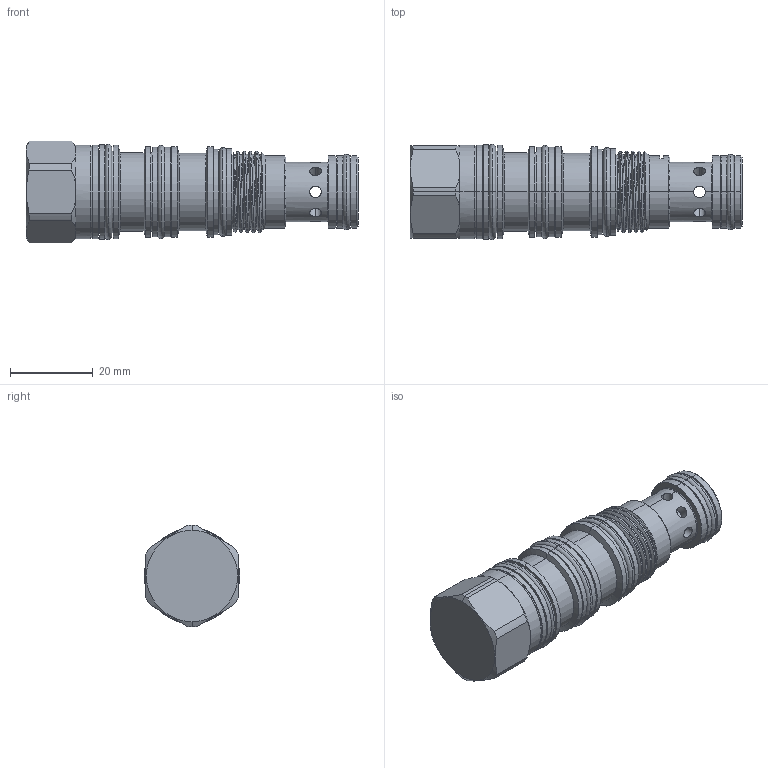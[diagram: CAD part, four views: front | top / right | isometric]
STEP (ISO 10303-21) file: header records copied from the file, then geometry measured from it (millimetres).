
FILE_DESCRIPTION (( 'STEP AP203' ), '1' );
FILE_NAME ('LN21A4S-N.STEP', '2020-03-23T01:13:44', ( '' ), ( '' ), 'SwSTEP 2.0', 'SolidWorks 2018', '' );
FILE_SCHEMA (( 'CONFIG_CONTROL_DESIGN' ));
Length unit declared in the file: millimetre
Products named in the file (1): LN21A4S-N
Bounding box: 80.08 x 22.98 x 24.6 mm (x, y, z)
Volume: 16191.6 mm3; surface area: 13206 mm2
Topology: 11 solids, 11 shells, 238 faces, 552 edges, 337 vertices
Faces by surface type: cylinder 112, plane 46, cone 46, torus 29, bspline 3, sphere 2
Entity records: 8817 total; most frequent: CARTESIAN_POINT 3310, DIRECTION 1181, ORIENTED_EDGE 1096, EDGE_CURVE 548, AXIS2_PLACEMENT_3D 508, VERTEX_POINT 337, EDGE_LOOP 285, CIRCLE 272
